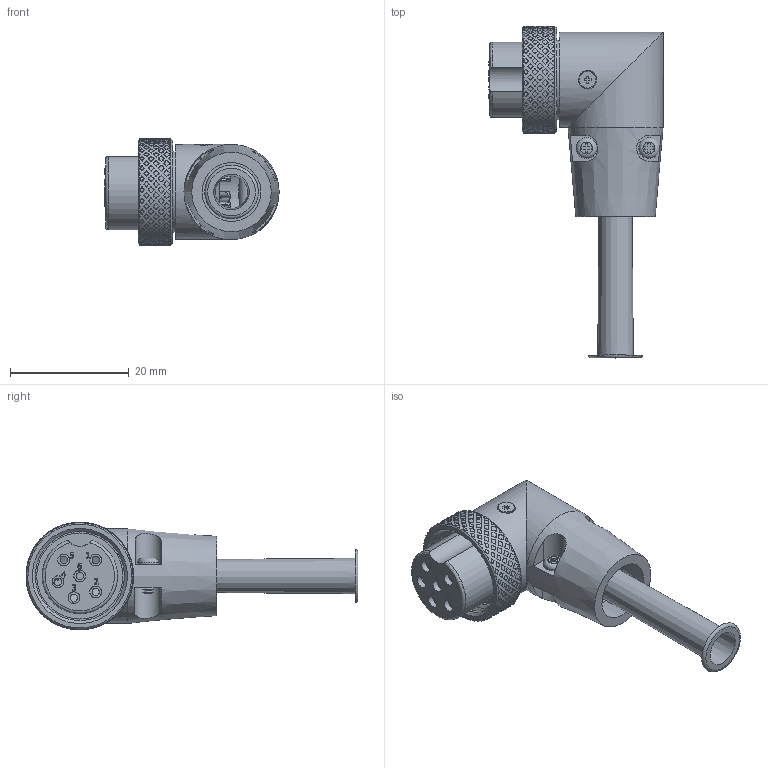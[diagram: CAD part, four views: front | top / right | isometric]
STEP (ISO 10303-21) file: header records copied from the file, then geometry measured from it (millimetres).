
FILE_DESCRIPTION(/* description */ (''),/* implementation_level */ '2;1');
FILE_NAME(/* name */ 'FC684226R 90deg plug 6pin.stp',/* time_stamp */ '2025-04-15T09:47:53+01:00',/* author */ ('tottley'),/* organization */ (''),/* preprocessor_version */ 'ST-DEVELOPER v20',/* originating_system */ 'Autodesk Inventor 2025',/* authorisation */ '');
FILE_SCHEMA (('AUTOMOTIVE_DESIGN { 1 0 10303 214 3 1 1 }'));
Length unit declared in the file: millimetre
Products named in the file (1): FC684226R 90deg plug 6pin
Bounding box: 29.3 x 55.85 x 18.1 mm (x, y, z)
Volume: 6067.9 mm3; surface area: 7069.1 mm2
Topology: 3 solids, 8 shells, 1555 faces, 3912 edges, 2575 vertices
Faces by surface type: plane 1070, cylinder 304, cone 105, bspline 70, torus 4, sphere 2
Full cylindrical faces by diameter (mm): 0.8 x6, 1 x2, 1.3 x1, 1.5 x5, 2 x8, 2.4 x1, 3.5 x2, 10.2 x1, 11.7 x1, 13 x1, 13.5 x1, 14.5 x1, 15 x2, 16 x2, 17.9 x1
Entity records: 51466 total; most frequent: CARTESIAN_POINT 11119, DIRECTION 8747, ORIENTED_EDGE 7820, EDGE_CURVE 3910, AXIS2_PLACEMENT_3D 3647, VERTEX_POINT 2575, EDGE_LOOP 1801, ELLIPSE 1581
